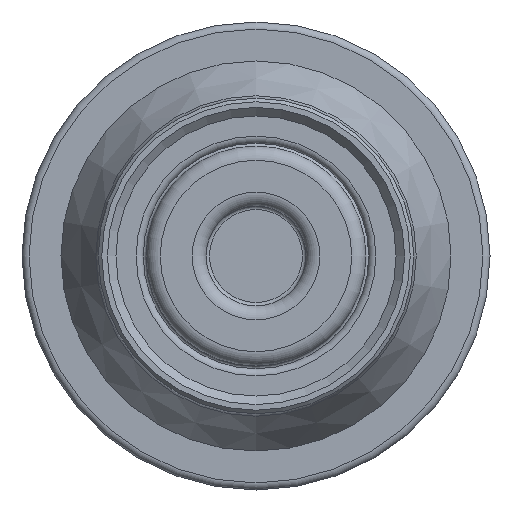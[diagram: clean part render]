
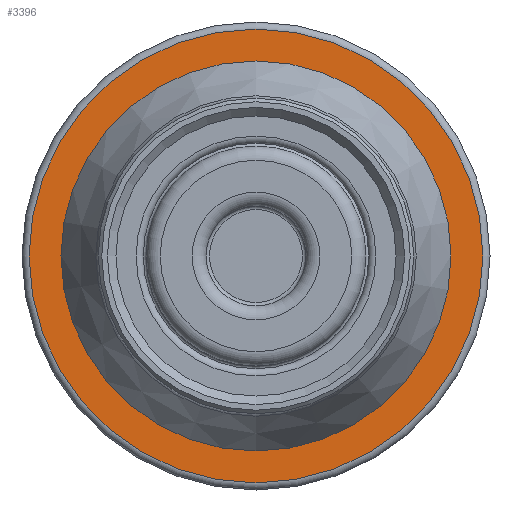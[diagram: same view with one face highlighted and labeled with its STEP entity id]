
A CAD part, front view. The second image highlights one B-rep face of the part: STEP entity #3396.
In plain terms, the highlighted planar face has unit normal (0, -1, 0).
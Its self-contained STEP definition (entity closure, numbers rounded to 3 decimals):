
#680=ORIENTED_EDGE('',*,*,#1613,.T.);
#681=ORIENTED_EDGE('',*,*,#1637,.T.);
#1613=EDGE_CURVE('',#2107,#2107,#2463,.F.);
#1637=EDGE_CURVE('',#2131,#2131,#2487,.T.);
#2107=VERTEX_POINT('',#4991);
#2131=VERTEX_POINT('',#5066);
#2463=CIRCLE('',#3626,27.5);
#2487=CIRCLE('',#3677,32.);
#2706=EDGE_LOOP('',(#680));
#2707=EDGE_LOOP('',(#681));
#3026=FACE_BOUND('',#2706,.T.);
#3027=FACE_BOUND('',#2707,.T.);
#3292=PLANE('',#3676);
#3396=ADVANCED_FACE('',(#3026,#3027),#3292,.T.);
#3626=AXIS2_PLACEMENT_3D('',#4990,#4043,#4044);
#3676=AXIS2_PLACEMENT_3D('',#5064,#4143,#4144);
#3677=AXIS2_PLACEMENT_3D('',#5065,#4145,#4146);
#4043=DIRECTION('',(0.,-1.,0.));
#4044=DIRECTION('',(0.,0.,-1.));
#4143=DIRECTION('',(0.,-1.,0.));
#4144=DIRECTION('',(0.,0.,-1.));
#4145=DIRECTION('',(0.,-1.,0.));
#4146=DIRECTION('',(0.,0.,-1.));
#4990=CARTESIAN_POINT('',(0.,33.969,0.));
#4991=CARTESIAN_POINT('',(0.,33.969,-27.5));
#5064=CARTESIAN_POINT('',(24.05,33.969,0.));
#5065=CARTESIAN_POINT('',(0.,33.969,0.));
#5066=CARTESIAN_POINT('',(0.,33.969,-32.));
